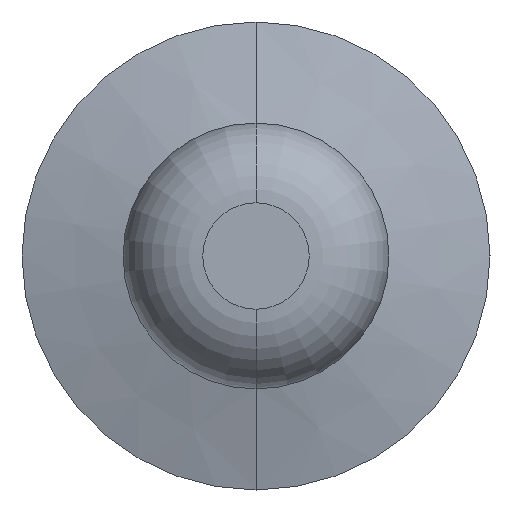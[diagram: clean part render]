
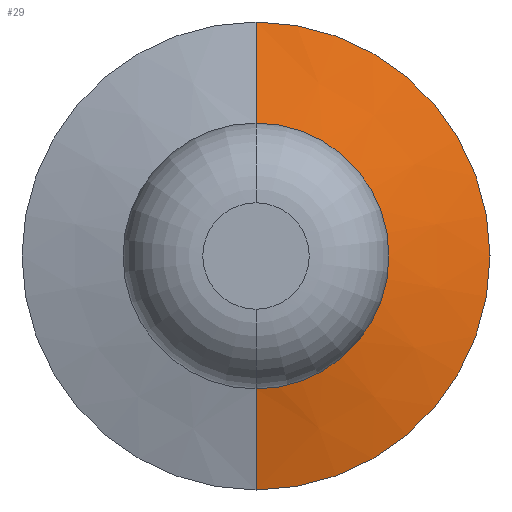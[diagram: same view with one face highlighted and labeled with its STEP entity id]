
A CAD part, front view. The second image highlights one B-rep face of the part: STEP entity #29.
In plain terms, the highlighted conical face has half-angle 75 degrees and reference radius 1.25 mm.
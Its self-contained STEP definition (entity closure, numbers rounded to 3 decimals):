
#29 = ADVANCED_FACE ( 'NONE', ( #488 ), #475, .T. ) ;
#60 = ORIENTED_EDGE ( 'NONE', *, *, #455, .T. ) ;
#97 = AXIS2_PLACEMENT_3D ( 'NONE', #448, #446, #445 ) ;
#102 = AXIS2_PLACEMENT_3D ( 'NONE', #468, #467, #465 ) ;
#152 = VECTOR ( 'NONE', #477, 1000. ) ;
#164 = ORIENTED_EDGE ( 'NONE', *, *, #457, .T. ) ;
#166 = VECTOR ( 'NONE', #482, 1000. ) ;
#167 = CIRCLE ( 'NONE', #97, 2.2 ) ;
#169 = LINE ( 'NONE', #449, #152 ) ;
#177 = ORIENTED_EDGE ( 'NONE', *, *, #464, .F. ) ;
#182 = LINE ( 'NONE', #469, #166 ) ;
#183 = CIRCLE ( 'NONE', #102, 1.25 ) ;
#271 = CARTESIAN_POINT ( 'NONE',  ( 0., -9.755, 2.2 ) ) ;
#280 = CARTESIAN_POINT ( 'NONE',  ( 0., -9.755, -2.2 ) ) ;
#330 = CARTESIAN_POINT ( 'NONE',  ( 0., -10.01, -1.25 ) ) ;
#348 = CARTESIAN_POINT ( 'NONE',  ( 0., -10.01, 1.25 ) ) ;
#364 = AXIS2_PLACEMENT_3D ( 'NONE', #566, #547, #540 ) ;
#445 = DIRECTION ( 'NONE',  ( 0., 0., 1. ) ) ;
#446 = DIRECTION ( 'NONE',  ( 0., 1., 0. ) ) ;
#448 = CARTESIAN_POINT ( 'NONE',  ( 0., -9.755, 0. ) ) ;
#449 = CARTESIAN_POINT ( 'NONE',  ( 0., -10.01, 1.25 ) ) ;
#455 = EDGE_CURVE ( 'NONE', #586, #603, #183, .T. ) ;
#457 = EDGE_CURVE ( 'NONE', #603, #653, #182, .T. ) ;
#459 = EDGE_CURVE ( 'NONE', #652, #653, #167, .T. ) ;
#464 = EDGE_CURVE ( 'NONE', #586, #652, #169, .T. ) ;
#465 = DIRECTION ( 'NONE',  ( 0., 0., 1. ) ) ;
#467 = DIRECTION ( 'NONE',  ( 0., 1., 0. ) ) ;
#468 = CARTESIAN_POINT ( 'NONE',  ( 0., -10.01, 0. ) ) ;
#469 = CARTESIAN_POINT ( 'NONE',  ( 0., -10.01, -1.25 ) ) ;
#475 = CONICAL_SURFACE ( 'NONE', #364, 1.25, 1.309 ) ;
#477 = DIRECTION ( 'NONE',  ( 0., 0.259, 0.966 ) ) ;
#482 = DIRECTION ( 'NONE',  ( 0., 0.259, -0.966 ) ) ;
#488 = FACE_OUTER_BOUND ( 'NONE', #718, .T. ) ;
#540 = DIRECTION ( 'NONE',  ( 0., 0., 1. ) ) ;
#547 = DIRECTION ( 'NONE',  ( 0., 1., 0. ) ) ;
#566 = CARTESIAN_POINT ( 'NONE',  ( 0., -10.01, 0. ) ) ;
#586 = VERTEX_POINT ( 'NONE', #348 ) ;
#603 = VERTEX_POINT ( 'NONE', #330 ) ;
#652 = VERTEX_POINT ( 'NONE', #271 ) ;
#653 = VERTEX_POINT ( 'NONE', #280 ) ;
#718 = EDGE_LOOP ( 'NONE', ( #60, #164, #754, #177 ) ) ;
#754 = ORIENTED_EDGE ( 'NONE', *, *, #459, .F. ) ;
